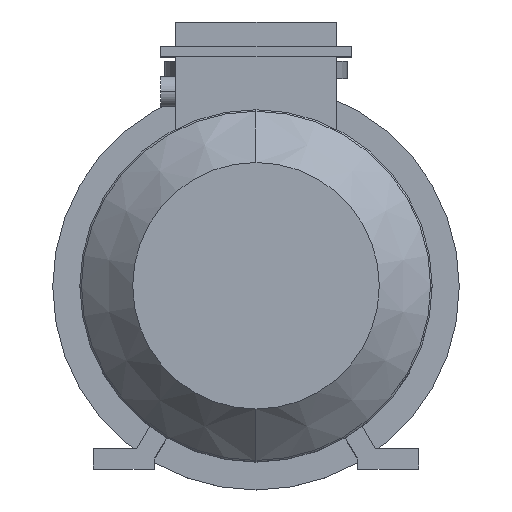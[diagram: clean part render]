
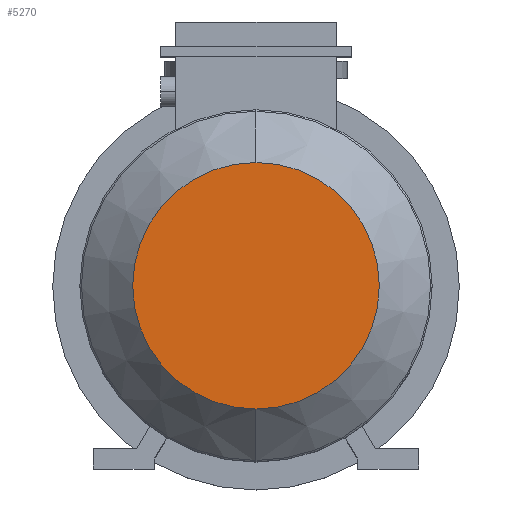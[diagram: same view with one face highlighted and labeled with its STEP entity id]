
A CAD part, top view. The second image highlights one B-rep face of the part: STEP entity #5270.
In plain terms, the highlighted planar face has unit normal (0, 0, 1).
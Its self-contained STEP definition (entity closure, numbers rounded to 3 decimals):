
#571 = EDGE_CURVE ( 'NONE', #5577, #5580, #8571, .T. ) ;
#679 = AXIS2_PLACEMENT_3D ( 'NONE', #3898, #3899, #3900 ) ;
#1848 = CARTESIAN_POINT ( 'NONE',  ( 0., 0., 679. ) ) ;
#1849 = DIRECTION ( 'NONE',  ( 0., 0., -1. ) ) ;
#1850 = DIRECTION ( 'NONE',  ( 0., -1., 0. ) ) ;
#2267 = FACE_OUTER_BOUND ( 'NONE', #8405, .T. ) ;
#2689 = PLANE ( 'NONE',  #4871 ) ;
#2709 = CARTESIAN_POINT ( 'NONE',  ( 0., 0., 679. ) ) ;
#2710 = DIRECTION ( 'NONE',  ( 0., 0., -1. ) ) ;
#2711 = DIRECTION ( 'NONE',  ( 0., -1., 0. ) ) ;
#3898 = CARTESIAN_POINT ( 'NONE',  ( 0., 0., 679. ) ) ;
#3899 = DIRECTION ( 'NONE',  ( 0., 0., -1. ) ) ;
#3900 = DIRECTION ( 'NONE',  ( 0., -1., 0. ) ) ;
#4000 = ORIENTED_EDGE ( 'NONE', *, *, #571, .F. ) ;
#4001 = ORIENTED_EDGE ( 'NONE', *, *, #9455, .F. ) ;
#4871 = AXIS2_PLACEMENT_3D ( 'NONE', #2709, #2710, #2711 ) ;
#5270 = ADVANCED_FACE ( 'NONE', ( #2267 ), #2689, .F. ) ;
#5577 = VERTEX_POINT ( 'NONE', #6800 ) ;
#5580 = VERTEX_POINT ( 'NONE', #6803 ) ;
#6489 = AXIS2_PLACEMENT_3D ( 'NONE', #1848, #1849, #1850 ) ;
#6800 = CARTESIAN_POINT ( 'NONE',  ( 0., -121.275, 679. ) ) ;
#6803 = CARTESIAN_POINT ( 'NONE',  ( 0., 121.275, 679. ) ) ;
#7547 = CIRCLE ( 'NONE', #6489, 121.275 ) ;
#8405 = EDGE_LOOP ( 'NONE', ( #4000, #4001 ) ) ;
#8571 = CIRCLE ( 'NONE', #679, 121.275 ) ;
#9455 = EDGE_CURVE ( 'NONE', #5580, #5577, #7547, .T. ) ;
